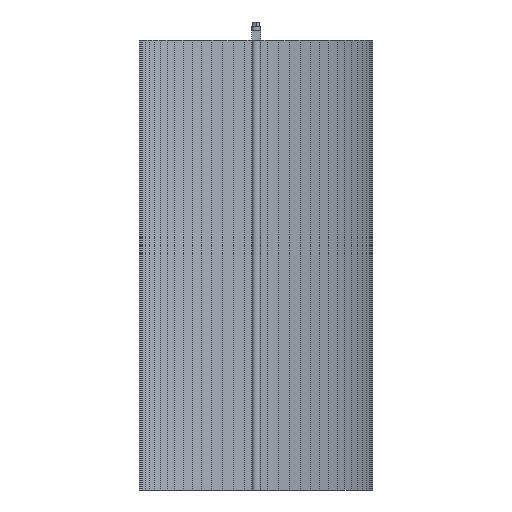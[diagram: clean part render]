
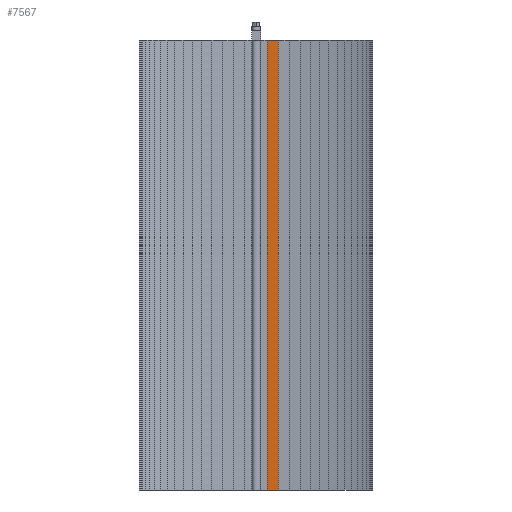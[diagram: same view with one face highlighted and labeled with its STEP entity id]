
A CAD part, left-side view. The second image highlights one B-rep face of the part: STEP entity #7567.
In plain terms, the highlighted planar face has unit normal (-0.999, 0.047, 0).
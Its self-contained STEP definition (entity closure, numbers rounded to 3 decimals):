
#270 = PLANE('',#271);
#271 = AXIS2_PLACEMENT_3D('',#272,#273,#274);
#272 = CARTESIAN_POINT('',(-10.,0.,0.));
#273 = DIRECTION('',(0.,0.,1.));
#274 = DIRECTION('',(1.,0.,-0.));
#325 = PLANE('',#326);
#326 = AXIS2_PLACEMENT_3D('',#327,#328,#329);
#327 = CARTESIAN_POINT('',(0.002,0.,50.));
#328 = DIRECTION('',(0.,0.,1.));
#329 = DIRECTION('',(1.,0.,-0.));
#352 = PLANE('',#353);
#353 = AXIS2_PLACEMENT_3D('',#354,#355,#356);
#354 = CARTESIAN_POINT('',(-5.,0.,40.));
#355 = DIRECTION('',(1.,-0.016,0.));
#356 = DIRECTION('',(-0.016,-1.,0.));
#1746 = VERTEX_POINT('',#1747);
#1747 = CARTESIAN_POINT('',(-5.02,-1.255,0.));
#1768 = EDGE_CURVE('',#1746,#1769,#1771,.T.);
#1769 = VERTEX_POINT('',#1770);
#1770 = CARTESIAN_POINT('',(-5.078,-2.497,0.));
#1771 = SURFACE_CURVE('',#1772,(#1776,#1783),.PCURVE_S1.);
#1772 = LINE('',#1773,#1774);
#1773 = CARTESIAN_POINT('',(-5.02,-1.255,0.));
#1774 = VECTOR('',#1775,1.);
#1775 = DIRECTION('',(-0.047,-0.999,0.));
#1776 = PCURVE('',#270,#1777);
#1777 = DEFINITIONAL_REPRESENTATION('',(#1778),#1782);
#1778 = LINE('',#1779,#1780);
#1779 = CARTESIAN_POINT('',(4.98,-1.255));
#1780 = VECTOR('',#1781,1.);
#1781 = DIRECTION('',(-0.047,-0.999));
#1782 = ( GEOMETRIC_REPRESENTATION_CONTEXT(2) 
PARAMETRIC_REPRESENTATION_CONTEXT() REPRESENTATION_CONTEXT('2D SPACE',''
  ) );
#1783 = PCURVE('',#1784,#1789);
#1784 = PLANE('',#1785);
#1785 = AXIS2_PLACEMENT_3D('',#1786,#1787,#1788);
#1786 = CARTESIAN_POINT('',(-5.02,-1.255,40.));
#1787 = DIRECTION('',(0.999,-0.047,0.));
#1788 = DIRECTION('',(-0.047,-0.999,0.));
#1789 = DEFINITIONAL_REPRESENTATION('',(#1790),#1794);
#1790 = LINE('',#1791,#1792);
#1791 = CARTESIAN_POINT('',(-0.,40.));
#1792 = VECTOR('',#1793,1.);
#1793 = DIRECTION('',(1.,0.));
#1794 = ( GEOMETRIC_REPRESENTATION_CONTEXT(2) 
PARAMETRIC_REPRESENTATION_CONTEXT() REPRESENTATION_CONTEXT('2D SPACE',''
  ) );
#1812 = PLANE('',#1813);
#1813 = AXIS2_PLACEMENT_3D('',#1814,#1815,#1816);
#1814 = CARTESIAN_POINT('',(-5.078,-2.497,40.));
#1815 = DIRECTION('',(0.997,-0.078,0.));
#1816 = DIRECTION('',(-0.078,-0.997,0.));
#6018 = VERTEX_POINT('',#6019);
#6019 = CARTESIAN_POINT('',(-5.02,-1.255,50.));
#6040 = EDGE_CURVE('',#6018,#6041,#6043,.T.);
#6041 = VERTEX_POINT('',#6042);
#6042 = CARTESIAN_POINT('',(-5.078,-2.497,50.));
#6043 = SURFACE_CURVE('',#6044,(#6048,#6055),.PCURVE_S1.);
#6044 = LINE('',#6045,#6046);
#6045 = CARTESIAN_POINT('',(-5.02,-1.255,50.));
#6046 = VECTOR('',#6047,1.);
#6047 = DIRECTION('',(-0.047,-0.999,0.));
#6048 = PCURVE('',#325,#6049);
#6049 = DEFINITIONAL_REPRESENTATION('',(#6050),#6054);
#6050 = LINE('',#6051,#6052);
#6051 = CARTESIAN_POINT('',(-5.022,-1.255));
#6052 = VECTOR('',#6053,1.);
#6053 = DIRECTION('',(-0.047,-0.999));
#6054 = ( GEOMETRIC_REPRESENTATION_CONTEXT(2) 
PARAMETRIC_REPRESENTATION_CONTEXT() REPRESENTATION_CONTEXT('2D SPACE',''
  ) );
#6055 = PCURVE('',#1784,#6056);
#6056 = DEFINITIONAL_REPRESENTATION('',(#6057),#6061);
#6057 = LINE('',#6058,#6059);
#6058 = CARTESIAN_POINT('',(0.,-10.));
#6059 = VECTOR('',#6060,1.);
#6060 = DIRECTION('',(1.,0.));
#6061 = ( GEOMETRIC_REPRESENTATION_CONTEXT(2) 
PARAMETRIC_REPRESENTATION_CONTEXT() REPRESENTATION_CONTEXT('2D SPACE',''
  ) );
#7205 = EDGE_CURVE('',#6018,#1746,#7206,.T.);
#7206 = SURFACE_CURVE('',#7207,(#7211,#7218),.PCURVE_S1.);
#7207 = LINE('',#7208,#7209);
#7208 = CARTESIAN_POINT('',(-5.02,-1.255,50.));
#7209 = VECTOR('',#7210,1.);
#7210 = DIRECTION('',(0.,0.,-1.));
#7211 = PCURVE('',#352,#7212);
#7212 = DEFINITIONAL_REPRESENTATION('',(#7213),#7217);
#7213 = LINE('',#7214,#7215);
#7214 = CARTESIAN_POINT('',(1.255,-10.));
#7215 = VECTOR('',#7216,1.);
#7216 = DIRECTION('',(-0.,1.));
#7217 = ( GEOMETRIC_REPRESENTATION_CONTEXT(2) 
PARAMETRIC_REPRESENTATION_CONTEXT() REPRESENTATION_CONTEXT('2D SPACE',''
  ) );
#7218 = PCURVE('',#1784,#7219);
#7219 = DEFINITIONAL_REPRESENTATION('',(#7220),#7224);
#7220 = LINE('',#7221,#7222);
#7221 = CARTESIAN_POINT('',(0.,-10.));
#7222 = VECTOR('',#7223,1.);
#7223 = DIRECTION('',(-0.,1.));
#7224 = ( GEOMETRIC_REPRESENTATION_CONTEXT(2) 
PARAMETRIC_REPRESENTATION_CONTEXT() REPRESENTATION_CONTEXT('2D SPACE',''
  ) );
#7567 = ADVANCED_FACE('',(#7568),#1784,.F.);
#7568 = FACE_BOUND('',#7569,.F.);
#7569 = EDGE_LOOP('',(#7570,#7571,#7572,#7593));
#7570 = ORIENTED_EDGE('',*,*,#7205,.F.);
#7571 = ORIENTED_EDGE('',*,*,#6040,.T.);
#7572 = ORIENTED_EDGE('',*,*,#7573,.T.);
#7573 = EDGE_CURVE('',#6041,#1769,#7574,.T.);
#7574 = SURFACE_CURVE('',#7575,(#7579,#7586),.PCURVE_S1.);
#7575 = LINE('',#7576,#7577);
#7576 = CARTESIAN_POINT('',(-5.078,-2.497,50.));
#7577 = VECTOR('',#7578,1.);
#7578 = DIRECTION('',(0.,0.,-1.));
#7579 = PCURVE('',#1784,#7580);
#7580 = DEFINITIONAL_REPRESENTATION('',(#7581),#7585);
#7581 = LINE('',#7582,#7583);
#7582 = CARTESIAN_POINT('',(1.244,-10.));
#7583 = VECTOR('',#7584,1.);
#7584 = DIRECTION('',(-0.,1.));
#7585 = ( GEOMETRIC_REPRESENTATION_CONTEXT(2) 
PARAMETRIC_REPRESENTATION_CONTEXT() REPRESENTATION_CONTEXT('2D SPACE',''
  ) );
#7586 = PCURVE('',#1812,#7587);
#7587 = DEFINITIONAL_REPRESENTATION('',(#7588),#7592);
#7588 = LINE('',#7589,#7590);
#7589 = CARTESIAN_POINT('',(0.,-10.));
#7590 = VECTOR('',#7591,1.);
#7591 = DIRECTION('',(-0.,1.));
#7592 = ( GEOMETRIC_REPRESENTATION_CONTEXT(2) 
PARAMETRIC_REPRESENTATION_CONTEXT() REPRESENTATION_CONTEXT('2D SPACE',''
  ) );
#7593 = ORIENTED_EDGE('',*,*,#1768,.F.);
